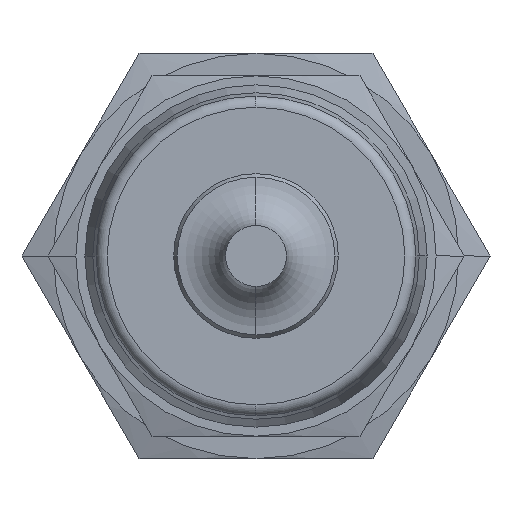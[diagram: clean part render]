
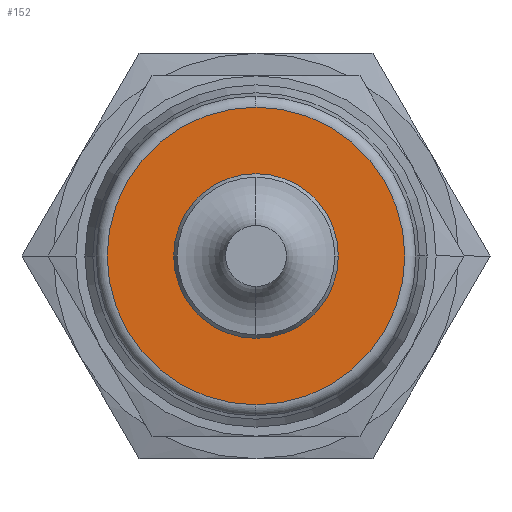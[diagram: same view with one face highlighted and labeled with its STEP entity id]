
A CAD part, left-side view. The second image highlights one B-rep face of the part: STEP entity #152.
In plain terms, the highlighted planar face has unit normal (-1, 0, 0).
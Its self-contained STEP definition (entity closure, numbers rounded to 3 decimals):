
#152 = ADVANCED_FACE( '', ( #315, #316 ), #317, .T. );
#315 = FACE_BOUND( '', #483, .T. );
#316 = FACE_OUTER_BOUND( '', #484, .T. );
#317 = PLANE( '', #485 );
#483 = EDGE_LOOP( '', ( #1056, #1057 ) );
#484 = EDGE_LOOP( '', ( #1058, #1059, #1060 ) );
#485 = AXIS2_PLACEMENT_3D( '', #1061, #1062, #1063 );
#1056 = ORIENTED_EDGE( '', *, *, #1105, .F. );
#1057 = ORIENTED_EDGE( '', *, *, #1267, .F. );
#1058 = ORIENTED_EDGE( '', *, *, #1112, .T. );
#1059 = ORIENTED_EDGE( '', *, *, #1266, .T. );
#1060 = ORIENTED_EDGE( '', *, *, #1113, .T. );
#1061 = CARTESIAN_POINT( '', ( -28.5, 10.267, 0. ) );
#1062 = DIRECTION( '', ( -1., 0., 0. ) );
#1063 = DIRECTION( '', ( 0., 1., 0. ) );
#1105 = EDGE_CURVE( '', #1290, #1293, #1294, .T. );
#1112 = EDGE_CURVE( '', #1306, #1304, #1307, .T. );
#1113 = EDGE_CURVE( '', #1298, #1306, #1308, .T. );
#1266 = EDGE_CURVE( '', #1304, #1298, #1544, .T. );
#1267 = EDGE_CURVE( '', #1293, #1290, #1545, .T. );
#1290 = VERTEX_POINT( '', #1570 );
#1293 = VERTEX_POINT( '', #1574 );
#1294 = CIRCLE( '', #1575, 7.314 );
#1298 = VERTEX_POINT( '', #1580 );
#1304 = VERTEX_POINT( '', #1586 );
#1306 = VERTEX_POINT( '', #1588 );
#1307 = CIRCLE( '', #1589, 13.22 );
#1308 = CIRCLE( '', #1590, 13.22 );
#1544 = CIRCLE( '', #2302, 13.22 );
#1545 = CIRCLE( '', #2303, 7.314 );
#1570 = CARTESIAN_POINT( '', ( -28.5, 7.314, 0. ) );
#1574 = CARTESIAN_POINT( '', ( -28.5, -7.314, 0. ) );
#1575 = AXIS2_PLACEMENT_3D( '', #2334, #2335, #2336 );
#1580 = CARTESIAN_POINT( '', ( -28.5, 0., 13.22 ) );
#1586 = CARTESIAN_POINT( '', ( -28.5, 0., -13.22 ) );
#1588 = CARTESIAN_POINT( '', ( -28.5, 13.22, 0. ) );
#1589 = AXIS2_PLACEMENT_3D( '', #2353, #2354, #2355 );
#1590 = AXIS2_PLACEMENT_3D( '', #2356, #2357, #2358 );
#2302 = AXIS2_PLACEMENT_3D( '', #2583, #2584, #2585 );
#2303 = AXIS2_PLACEMENT_3D( '', #2586, #2587, #2588 );
#2334 = CARTESIAN_POINT( '', ( -28.5, 0., 0. ) );
#2335 = DIRECTION( '', ( -1., 0., 0. ) );
#2336 = DIRECTION( '', ( 0., 1., 0. ) );
#2353 = CARTESIAN_POINT( '', ( -28.5, 0., 0. ) );
#2354 = DIRECTION( '', ( -1., 0., 0. ) );
#2355 = DIRECTION( '', ( 0., 1., 0. ) );
#2356 = CARTESIAN_POINT( '', ( -28.5, 0., 0. ) );
#2357 = DIRECTION( '', ( -1., 0., 0. ) );
#2358 = DIRECTION( '', ( 0., 1., 0. ) );
#2583 = CARTESIAN_POINT( '', ( -28.5, 0., 0. ) );
#2584 = DIRECTION( '', ( -1., 0., 0. ) );
#2585 = DIRECTION( '', ( 0., 1., 0. ) );
#2586 = CARTESIAN_POINT( '', ( -28.5, 0., 0. ) );
#2587 = DIRECTION( '', ( -1., 0., 0. ) );
#2588 = DIRECTION( '', ( 0., 1., 0. ) );
